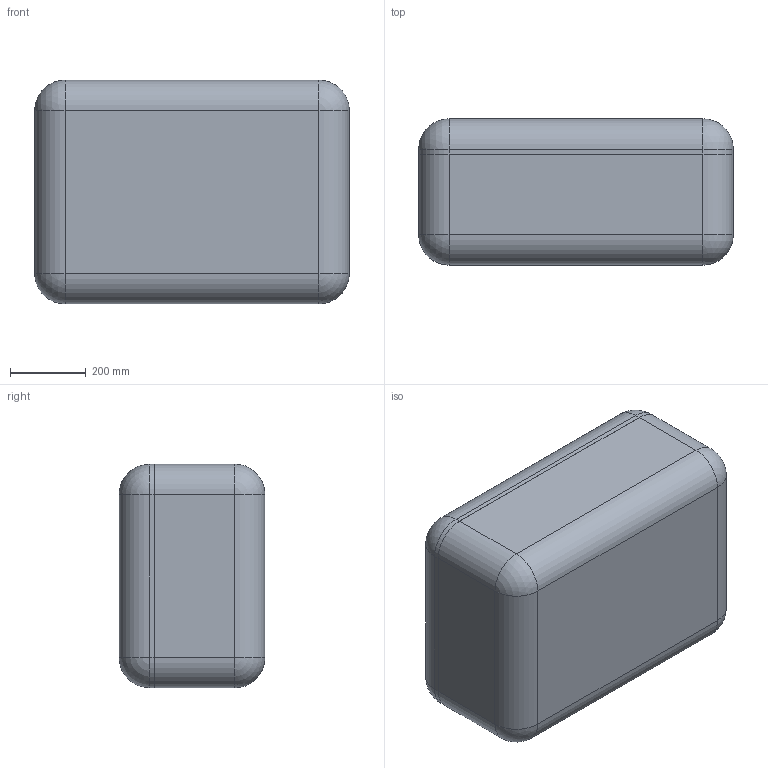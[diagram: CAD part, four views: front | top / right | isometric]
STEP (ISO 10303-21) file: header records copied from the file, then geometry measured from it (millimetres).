
FILE_DESCRIPTION (( 'STEP AP214' ), '1' );
FILE_NAME ('Êåéñ Ï276Ê óïð.STEP', '2025-08-13T14:57:59', ( '' ), ( '' ), 'SwSTEP 2.0', 'SolidWorks 2021', '' );
FILE_SCHEMA (( 'AUTOMOTIVE_DESIGN' ));
Length unit declared in the file: millimetre
Products named in the file (3): Êîðïóñ Ï276Ê(óïð); Êðûøêà Ï276Ê(óïð); Êåéñ Ï276Ê óïð
Assembly tree (2 placements, depth 2):
  Êåéñ Ï276Ê óïð
    Êîðïóñ Ï276Ê(óïð)
    Êðûøêà Ï276Ê(óïð)
Bounding box: 830 x 385 x 590.21 mm (x, y, z)
Volume: 89352148 mm3; surface area: 3418250.5 mm2
Topology: 2 solids, 2 shells, 1223 faces, 3279 edges, 2091 vertices
Faces by surface type: plane 541, bspline 406, cylinder 256, sphere 16, torus 4
Entity records: 51907 total; most frequent: CARTESIAN_POINT 24953, ORIENTED_EDGE 6530, DIRECTION 4163, EDGE_CURVE 3265, VERTEX_POINT 2091, LINE 1853, VECTOR 1853, EDGE_LOOP 1322
